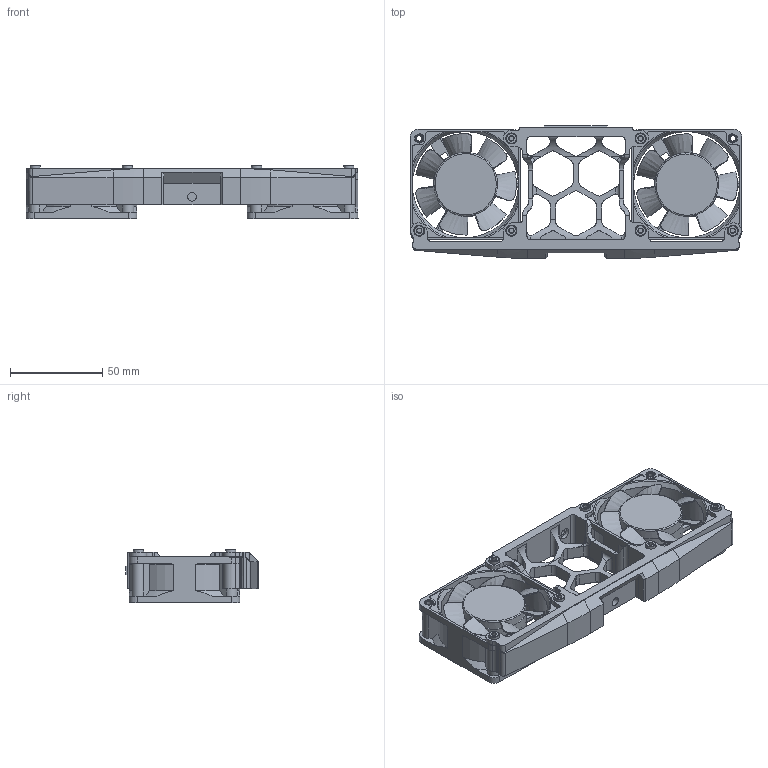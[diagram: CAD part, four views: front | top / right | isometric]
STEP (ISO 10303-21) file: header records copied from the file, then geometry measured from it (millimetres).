
FILE_DESCRIPTION(/* description */ (''),/* implementation_level */ '2;1');
FILE_NAME(/* name */ 'trident_skirt_fan v7.step',/* time_stamp */ '2025-04-27T12:58:56-05:00',/* author */ (''),/* organization */ (''),/* preprocessor_version */ 'ST-DEVELOPER v20.1',/* originating_system */ 'Autodesk Translation Framework v14.4.0.0',/* authorisation */ '');
FILE_SCHEMA (('AUTOMOTIVE_DESIGN { 1 0 10303 214 3 1 1 }'));
Products named in the file (12): Skirt Fan; 6020 Fan B; 6020 Impeller; M3x8 SHCS (161); M3x8 SHCS (162); M3x8 SHCS (160); 6020 Housing; M3 Threaded Insert (106); M3 Threaded Insert (104); M3 Threaded Insert (105); M3 Threaded Insert (103); middle_skirt_no_grill
Assembly tree (20 placements, depth 3):
  Skirt Fan
    6020 Fan B
      6020 Housing  x2
      6020 Impeller  x2
      M3 Threaded Insert (103)  x2
      M3x8 SHCS (160)  x2
      M3 Threaded Insert (104)  x2
      M3 Threaded Insert (105)  x2
      M3 Threaded Insert (106)  x2
      M3x8 SHCS (161)  x2
      M3x8 SHCS (162)  x2
    middle_skirt_no_grill
Bounding box: 180 x 72 x 29 mm (x, y, z)
Volume: 122088.7 mm3; surface area: 78532.7 mm2
Topology: 24 solids, 24 shells, 2029 faces, 5525 edges, 3586 vertices
Faces by surface type: bspline 744, cylinder 554, plane 491, cone 194, torus 46
Full cylindrical faces by diameter (mm): 2.9 x8, 3 x6, 3.5 x13, 4.2 x8, 4.25 x8, 4.5 x8, 4.6 x8, 4.7 x1, 5.5 x6, 6 x8, 30.85 x2, 35 x2, 57.5 x2
Entity records: 55565 total; most frequent: CARTESIAN_POINT 26078, ORIENTED_EDGE 6674, DIRECTION 5339, EDGE_CURVE 3337, VERTEX_POINT 2154, AXIS2_PLACEMENT_3D 2101, EDGE_LOOP 1321, FACE_OUTER_BOUND 1235
